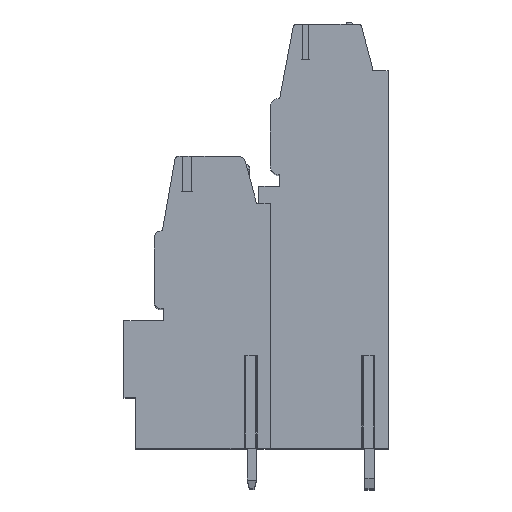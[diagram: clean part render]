
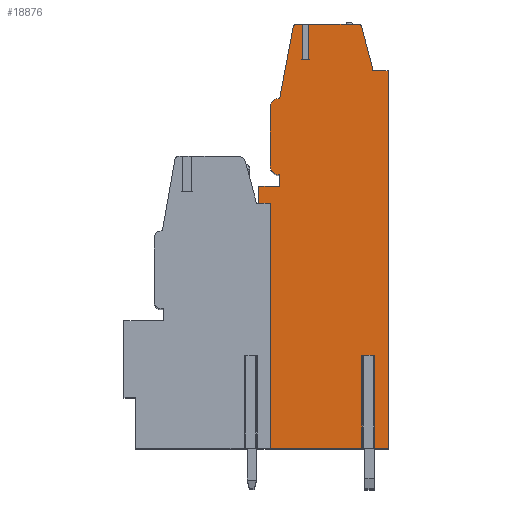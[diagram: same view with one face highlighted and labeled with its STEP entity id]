
A CAD part, top view. The second image highlights one B-rep face of the part: STEP entity #18876.
In plain terms, the highlighted planar face has unit normal (0, 0, 1).
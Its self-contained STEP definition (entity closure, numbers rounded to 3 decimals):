
#13=DIRECTION('',(0.,1.,0.));
#14=VECTOR('',#13,14.45);
#15=CARTESIAN_POINT('',(1.,-19.1,63.5));
#16=LINE('',#15,#14);
#17=DIRECTION('',(0.,-1.,0.));
#18=VECTOR('',#17,1.45);
#19=CARTESIAN_POINT('',(0.,3.5,63.5));
#20=LINE('',#19,#18);
#21=DIRECTION('',(-1.,0.,0.));
#22=VECTOR('',#21,1.8);
#23=CARTESIAN_POINT('',(1.8,3.5,63.5));
#24=LINE('',#23,#22);
#25=DIRECTION('',(0.,-1.,0.));
#26=VECTOR('',#25,1.);
#27=CARTESIAN_POINT('',(1.8,4.5,63.5));
#28=LINE('',#27,#26);
#29=CARTESIAN_POINT('',(1.8,5.3,63.5));
#30=DIRECTION('',(0.,0.,1.));
#31=DIRECTION('',(-1.,0.,0.));
#32=AXIS2_PLACEMENT_3D('',#29,#30,#31);
#34=DIRECTION('',(0.,-1.,0.));
#35=VECTOR('',#34,5.);
#36=CARTESIAN_POINT('',(1.,10.3,63.5));
#37=LINE('',#36,#35);
#38=CARTESIAN_POINT('',(1.8,10.3,63.5));
#39=DIRECTION('',(0.,0.,1.));
#40=DIRECTION('',(0.,1.,0.));
#41=AXIS2_PLACEMENT_3D('',#38,#39,#40);
#43=DIRECTION('',(-0.186,-0.983,0.));
#44=VECTOR('',#43,6.265);
#45=CARTESIAN_POINT('',(2.964,17.256,63.5));
#46=LINE('',#45,#44);
#47=CARTESIAN_POINT('',(3.259,17.2,63.5));
#48=DIRECTION('',(0.,0.,1.));
#49=DIRECTION('',(0.,1.,0.));
#50=AXIS2_PLACEMENT_3D('',#47,#48,#49);
#52=DIRECTION('',(-1.,0.,0.));
#53=VECTOR('',#52,0.551);
#54=CARTESIAN_POINT('',(3.81,17.5,63.5));
#55=LINE('',#54,#53);
#56=DIRECTION('',(0.,-1.,0.));
#57=VECTOR('',#56,3.05);
#58=CARTESIAN_POINT('',(3.81,17.5,63.5));
#59=LINE('',#58,#57);
#60=DIRECTION('',(1.,0.,0.));
#61=VECTOR('',#60,0.5);
#62=CARTESIAN_POINT('',(3.81,14.45,63.5));
#63=LINE('',#62,#61);
#64=DIRECTION('',(0.,-1.,0.));
#65=VECTOR('',#64,3.05);
#66=CARTESIAN_POINT('',(4.31,17.5,63.5));
#67=LINE('',#66,#65);
#68=DIRECTION('',(-1.,0.,0.));
#69=VECTOR('',#68,4.27);
#70=CARTESIAN_POINT('',(8.58,17.5,63.5));
#71=LINE('',#70,#69);
#72=CARTESIAN_POINT('',(8.58,17.2,63.5));
#73=DIRECTION('',(0.,0.,1.));
#74=DIRECTION('',(0.965,0.261,0.));
#75=AXIS2_PLACEMENT_3D('',#72,#73,#74);
#77=DIRECTION('',(-0.261,0.965,0.));
#78=VECTOR('',#77,3.539);
#79=CARTESIAN_POINT('',(9.792,13.861,63.5));
#80=LINE('',#79,#78);
#81=DIRECTION('',(-0.035,0.999,0.));
#82=VECTOR('',#81,0.361);
#83=CARTESIAN_POINT('',(9.805,13.5,63.5));
#84=LINE('',#83,#82);
#85=DIRECTION('',(-1.,0.,0.));
#86=VECTOR('',#85,1.355);
#87=CARTESIAN_POINT('',(11.16,13.5,63.5));
#88=LINE('',#87,#86);
#89=DIRECTION('',(0.,1.,0.));
#90=VECTOR('',#89,32.6);
#91=CARTESIAN_POINT('',(11.16,-19.1,63.5));
#92=LINE('',#91,#90);
#93=DIRECTION('',(1.,0.,0.));
#94=VECTOR('',#93,1.39);
#95=CARTESIAN_POINT('',(9.77,-19.1,63.5));
#96=LINE('',#95,#94);
#97=DIRECTION('',(0.,1.,0.));
#98=VECTOR('',#97,8.);
#99=CARTESIAN_POINT('',(9.77,-19.1,63.5));
#100=LINE('',#99,#98);
#101=DIRECTION('',(-1.,0.,0.));
#102=VECTOR('',#101,0.62);
#103=CARTESIAN_POINT('',(9.77,-11.1,63.5));
#104=LINE('',#103,#102);
#105=DIRECTION('',(0.,1.,0.));
#106=VECTOR('',#105,8.);
#107=CARTESIAN_POINT('',(9.15,-19.1,63.5));
#108=LINE('',#107,#106);
#109=DIRECTION('',(1.,0.,0.));
#110=VECTOR('',#109,8.15);
#111=CARTESIAN_POINT('',(1.,-19.1,63.5));
#112=LINE('',#111,#110);
#133=DIRECTION('',(-1.,0.,0.));
#134=VECTOR('',#133,1.195);
#135=CARTESIAN_POINT('',(1.,-4.65,63.5));
#136=LINE('',#135,#134);
#141=DIRECTION('',(-1.,0.,0.));
#142=VECTOR('',#141,0.195);
#143=CARTESIAN_POINT('',(0.,2.05,63.5));
#144=LINE('',#143,#142);
#675=DIRECTION('',(0.,-1.,0.));
#676=VECTOR('',#675,6.7);
#677=CARTESIAN_POINT('',(-0.195,2.05,63.5));
#678=LINE('',#677,#676);
#14802=CARTESIAN_POINT('',(11.16,-19.1,63.5));
#14803=CARTESIAN_POINT('',(11.16,13.5,63.5));
#14804=VERTEX_POINT('',#14802);
#14805=VERTEX_POINT('',#14803);
#14806=CARTESIAN_POINT('',(9.805,13.5,63.5));
#14807=VERTEX_POINT('',#14806);
#14808=CARTESIAN_POINT('',(9.792,13.861,63.5));
#14809=VERTEX_POINT('',#14808);
#14810=CARTESIAN_POINT('',(8.87,17.278,63.5));
#14811=VERTEX_POINT('',#14810);
#14812=CARTESIAN_POINT('',(8.58,17.5,63.5));
#14813=VERTEX_POINT('',#14812);
#14814=CARTESIAN_POINT('',(3.259,17.5,63.5));
#14815=CARTESIAN_POINT('',(2.964,17.256,63.5));
#14816=VERTEX_POINT('',#14814);
#14817=VERTEX_POINT('',#14815);
#14818=CARTESIAN_POINT('',(1.8,11.1,63.5));
#14819=VERTEX_POINT('',#14818);
#14820=CARTESIAN_POINT('',(1.,10.3,63.5));
#14821=VERTEX_POINT('',#14820);
#14822=CARTESIAN_POINT('',(1.,5.3,63.5));
#14823=VERTEX_POINT('',#14822);
#14824=CARTESIAN_POINT('',(1.8,4.5,63.5));
#14825=VERTEX_POINT('',#14824);
#14826=CARTESIAN_POINT('',(1.8,3.5,63.5));
#14827=VERTEX_POINT('',#14826);
#14828=CARTESIAN_POINT('',(0.,3.5,63.5));
#14829=VERTEX_POINT('',#14828);
#14934=CARTESIAN_POINT('',(1.,-19.1,63.5));
#14935=VERTEX_POINT('',#14934);
#14960=CARTESIAN_POINT('',(9.77,-11.1,63.5));
#14961=CARTESIAN_POINT('',(9.15,-11.1,63.5));
#14962=VERTEX_POINT('',#14960);
#14963=VERTEX_POINT('',#14961);
#14964=CARTESIAN_POINT('',(9.77,-19.1,63.5));
#14965=VERTEX_POINT('',#14964);
#14966=CARTESIAN_POINT('',(9.15,-19.1,63.5));
#14967=VERTEX_POINT('',#14966);
#15004=CARTESIAN_POINT('',(3.81,14.45,63.5));
#15005=CARTESIAN_POINT('',(4.31,14.45,63.5));
#15006=VERTEX_POINT('',#15004);
#15007=VERTEX_POINT('',#15005);
#15008=CARTESIAN_POINT('',(4.31,17.5,63.5));
#15009=VERTEX_POINT('',#15008);
#15010=CARTESIAN_POINT('',(3.81,17.5,63.5));
#15011=VERTEX_POINT('',#15010);
#15396=CARTESIAN_POINT('',(-0.195,-4.65,63.5));
#15398=VERTEX_POINT('',#15396);
#15400=CARTESIAN_POINT('',(0.,2.05,63.5));
#15401=CARTESIAN_POINT('',(-0.195,2.05,63.5));
#15402=VERTEX_POINT('',#15400);
#15403=VERTEX_POINT('',#15401);
#15408=CARTESIAN_POINT('',(1.,-4.65,63.5));
#15410=VERTEX_POINT('',#15408);
#18815=CARTESIAN_POINT('',(0.,0.,63.5));
#18816=DIRECTION('',(0.,0.,1.));
#18817=DIRECTION('',(1.,0.,0.));
#18818=AXIS2_PLACEMENT_3D('',#18815,#18816,#18817);
#18819=PLANE('',#18818);
#18821=ORIENTED_EDGE('',*,*,#18820,.T.);
#18823=ORIENTED_EDGE('',*,*,#18822,.T.);
#18825=ORIENTED_EDGE('',*,*,#18824,.F.);
#18827=ORIENTED_EDGE('',*,*,#18826,.F.);
#18829=ORIENTED_EDGE('',*,*,#18828,.F.);
#18831=ORIENTED_EDGE('',*,*,#18830,.F.);
#18833=ORIENTED_EDGE('',*,*,#18832,.F.);
#18835=ORIENTED_EDGE('',*,*,#18834,.F.);
#18837=ORIENTED_EDGE('',*,*,#18836,.F.);
#18839=ORIENTED_EDGE('',*,*,#18838,.F.);
#18841=ORIENTED_EDGE('',*,*,#18840,.F.);
#18843=ORIENTED_EDGE('',*,*,#18842,.F.);
#18845=ORIENTED_EDGE('',*,*,#18844,.F.);
#18847=ORIENTED_EDGE('',*,*,#18846,.T.);
#18849=ORIENTED_EDGE('',*,*,#18848,.T.);
#18851=ORIENTED_EDGE('',*,*,#18850,.F.);
#18853=ORIENTED_EDGE('',*,*,#18852,.F.);
#18855=ORIENTED_EDGE('',*,*,#18854,.F.);
#18857=ORIENTED_EDGE('',*,*,#18856,.F.);
#18859=ORIENTED_EDGE('',*,*,#18858,.F.);
#18861=ORIENTED_EDGE('',*,*,#18860,.F.);
#18863=ORIENTED_EDGE('',*,*,#18862,.F.);
#18865=ORIENTED_EDGE('',*,*,#18864,.F.);
#18867=ORIENTED_EDGE('',*,*,#18866,.T.);
#18869=ORIENTED_EDGE('',*,*,#18868,.T.);
#18871=ORIENTED_EDGE('',*,*,#18870,.F.);
#18873=ORIENTED_EDGE('',*,*,#18872,.F.);
#18874=EDGE_LOOP('',(#18821,#18823,#18825,#18827,#18829,#18831,#18833,#18835,
#18837,#18839,#18841,#18843,#18845,#18847,#18849,#18851,#18853,#18855,#18857,
#18859,#18861,#18863,#18865,#18867,#18869,#18871,#18873));
#18875=FACE_OUTER_BOUND('',#18874,.F.);
#33=CIRCLE('',#32,0.8);
#42=CIRCLE('',#41,0.8);
#51=CIRCLE('',#50,0.3);
#76=CIRCLE('',#75,0.3);
#18820=EDGE_CURVE('',#14935,#15410,#16,.T.);
#18822=EDGE_CURVE('',#15410,#15398,#136,.T.);
#18824=EDGE_CURVE('',#15403,#15398,#678,.T.);
#18826=EDGE_CURVE('',#15402,#15403,#144,.T.);
#18828=EDGE_CURVE('',#14829,#15402,#20,.T.);
#18830=EDGE_CURVE('',#14827,#14829,#24,.T.);
#18832=EDGE_CURVE('',#14825,#14827,#28,.T.);
#18834=EDGE_CURVE('',#14823,#14825,#33,.T.);
#18836=EDGE_CURVE('',#14821,#14823,#37,.T.);
#18838=EDGE_CURVE('',#14819,#14821,#42,.T.);
#18840=EDGE_CURVE('',#14817,#14819,#46,.T.);
#18842=EDGE_CURVE('',#14816,#14817,#51,.T.);
#18844=EDGE_CURVE('',#15011,#14816,#55,.T.);
#18846=EDGE_CURVE('',#15011,#15006,#59,.T.);
#18848=EDGE_CURVE('',#15006,#15007,#63,.T.);
#18850=EDGE_CURVE('',#15009,#15007,#67,.T.);
#18852=EDGE_CURVE('',#14813,#15009,#71,.T.);
#18854=EDGE_CURVE('',#14811,#14813,#76,.T.);
#18856=EDGE_CURVE('',#14809,#14811,#80,.T.);
#18858=EDGE_CURVE('',#14807,#14809,#84,.T.);
#18860=EDGE_CURVE('',#14805,#14807,#88,.T.);
#18862=EDGE_CURVE('',#14804,#14805,#92,.T.);
#18864=EDGE_CURVE('',#14965,#14804,#96,.T.);
#18866=EDGE_CURVE('',#14965,#14962,#100,.T.);
#18868=EDGE_CURVE('',#14962,#14963,#104,.T.);
#18870=EDGE_CURVE('',#14967,#14963,#108,.T.);
#18872=EDGE_CURVE('',#14935,#14967,#112,.T.);
#18876=ADVANCED_FACE('',(#18875),#18819,.T.);
